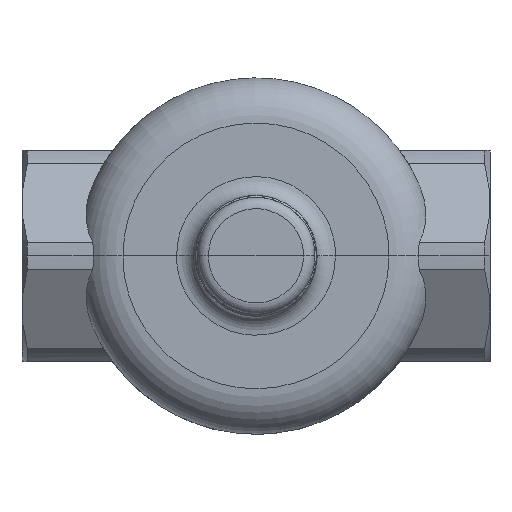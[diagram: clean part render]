
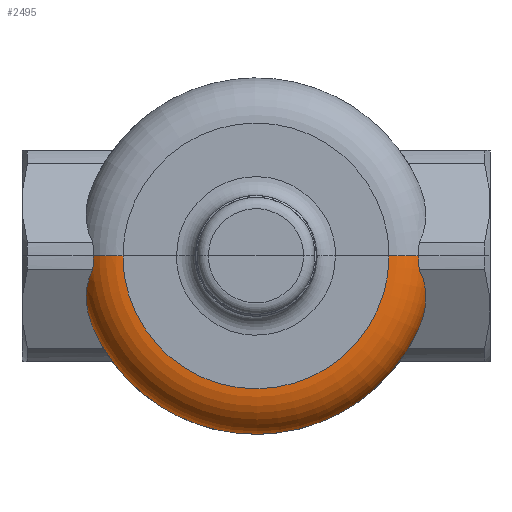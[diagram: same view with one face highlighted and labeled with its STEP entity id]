
A CAD part, top view. The second image highlights one B-rep face of the part: STEP entity #2495.
In plain terms, the highlighted toroidal (fillet/blend) face has major radius 35.2 mm and minor radius 12 mm.
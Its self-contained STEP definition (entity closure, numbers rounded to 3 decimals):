
#47=TOROIDAL_SURFACE($,#2696,35.2,12.);
#73=B_SPLINE_CURVE_WITH_KNOTS($,3,(#3917,#3918,#3919,#3920,#3921,#3922,
#3923,#3924,#3925),.UNSPECIFIED.,.F.,.F.,(4,1,1,1,1,1,4),(0.,0.167,
0.333,0.5,0.667,0.833,1.),
 .UNSPECIFIED.);
#75=B_SPLINE_CURVE_WITH_KNOTS($,3,(#3940,#3941,#3942,#3943,#3944),
 .UNSPECIFIED.,.F.,.F.,(4,1,4),(0.,0.5,1.),.UNSPECIFIED.);
#76=B_SPLINE_CURVE_WITH_KNOTS($,3,(#3946,#3947,#3948,#3949,#3950,#3951,
#3952,#3953),.UNSPECIFIED.,.F.,.F.,(4,2,2,4),(227.519,228.581,
230.863,230.892),.UNSPECIFIED.);
#77=B_SPLINE_CURVE_WITH_KNOTS($,3,(#3955,#3956,#3957,#3958,#3959,#3960,
#3961,#3962,#3963,#3964,#3965,#3966,#3967,#3968,#3969,#3970,#3971,#3972,
#3973,#3974),.UNSPECIFIED.,.F.,.F.,(4,2,2,2,2,2,2,2,2,4),(-194.335,
-192.801,-190.869,-188.688,-186.508,
-184.328,-182.148,-180.49,-178.833,
-177.319),.UNSPECIFIED.);
#78=B_SPLINE_CURVE_WITH_KNOTS($,3,(#3976,#3977,#3978,#3979,#3980,#3981,
#3982,#3983,#3984),.UNSPECIFIED.,.F.,.F.,(4,1,1,1,1,1,4),(0.,0.167,
0.333,0.5,0.667,0.833,1.),
 .UNSPECIFIED.);
#79=B_SPLINE_CURVE_WITH_KNOTS($,3,(#3986,#3987,#3988,#3989,#3990,#3991,
#3992,#3993,#3994,#3995,#3996,#3997,#3998,#3999,#4000,#4001,#4002,#4003,
#4004,#4005),.UNSPECIFIED.,.F.,.F.,(4,2,2,2,2,2,2,2,2,4),(-66.316,
-64.802,-63.145,-61.487,-59.307,
-57.127,-54.946,-52.766,-50.834,
-49.3),.UNSPECIFIED.);
#80=B_SPLINE_CURVE_WITH_KNOTS($,3,(#4007,#4008,#4009,#4010,#4011,#4012,
#4013,#4014),.UNSPECIFIED.,.F.,.F.,(4,2,2,4),(107.493,108.119,
110.544,110.837),.UNSPECIFIED.);
#81=B_SPLINE_CURVE_WITH_KNOTS($,3,(#4015,#4016,#4017,#4018,#4019),
 .UNSPECIFIED.,.F.,.F.,(4,1,4),(0.,0.5,1.),.UNSPECIFIED.);
#266=FACE_OUTER_BOUND($,#427,.T.);
#427=EDGE_LOOP($,(#1773,#1774,#1775,#1776,#1777,#1778,#1779,#1780));
#1042=VERTEX_POINT($,#3915);
#1043=VERTEX_POINT($,#3916);
#1044=VERTEX_POINT($,#3939);
#1045=VERTEX_POINT($,#3945);
#1046=VERTEX_POINT($,#3954);
#1047=VERTEX_POINT($,#3975);
#1048=VERTEX_POINT($,#3985);
#1049=VERTEX_POINT($,#4006);
#1304=EDGE_CURVE($,#1042,#1043,#73,.T.);
#1308=EDGE_CURVE($,#1044,#1043,#75,.T.);
#1309=EDGE_CURVE($,#1045,#1044,#76,.T.);
#1310=EDGE_CURVE($,#1046,#1045,#77,.T.);
#1311=EDGE_CURVE($,#1047,#1046,#78,.T.);
#1312=EDGE_CURVE($,#1048,#1047,#79,.T.);
#1313=EDGE_CURVE($,#1049,#1048,#80,.T.);
#1314=EDGE_CURVE($,#1042,#1049,#81,.T.);
#1773=ORIENTED_EDGE($,*,*,#1304,.T.);
#1774=ORIENTED_EDGE($,*,*,#1308,.F.);
#1775=ORIENTED_EDGE($,*,*,#1309,.F.);
#1776=ORIENTED_EDGE($,*,*,#1310,.F.);
#1777=ORIENTED_EDGE($,*,*,#1311,.F.);
#1778=ORIENTED_EDGE($,*,*,#1312,.F.);
#1779=ORIENTED_EDGE($,*,*,#1313,.F.);
#1780=ORIENTED_EDGE($,*,*,#1314,.F.);
#2495=ADVANCED_FACE($,(#266),#47,.T.);
#2696=AXIS2_PLACEMENT_3D($,#3938,#3096,#3097);
#3096=DIRECTION('center_axis',(0.,0.,1.));
#3097=DIRECTION('ref_axis',(1.,0.,0.));
#3915=CARTESIAN_POINT('',(35.2,0.,33.487));
#3916=CARTESIAN_POINT('',(-35.2,0.,33.487));
#3917=CARTESIAN_POINT('Ctrl Pts',(35.2,0.,
33.487));
#3918=CARTESIAN_POINT('Ctrl Pts',(35.338,-6.22,33.487));
#3919=CARTESIAN_POINT('Ctrl Pts',(31.845,-18.386,33.487));
#3920=CARTESIAN_POINT('Ctrl Pts',(18.439,-31.92,33.487));
#3921=CARTESIAN_POINT('Ctrl Pts',(0.,-36.84,
33.487));
#3922=CARTESIAN_POINT('Ctrl Pts',(-18.439,-31.92,33.487));
#3923=CARTESIAN_POINT('Ctrl Pts',(-31.845,-18.386,33.487));
#3924=CARTESIAN_POINT('Ctrl Pts',(-35.338,-6.22,33.487));
#3925=CARTESIAN_POINT('Ctrl Pts',(-35.2,0.,
33.487));
#3938=CARTESIAN_POINT('Origin',(0.,0.,21.487));
#3939=CARTESIAN_POINT('',(-43.123,0.,30.5));
#3940=CARTESIAN_POINT('Ctrl Pts',(-43.123,0.,
30.5));
#3941=CARTESIAN_POINT('Ctrl Pts',(-41.984,0.,
31.479));
#3942=CARTESIAN_POINT('Ctrl Pts',(-39.524,0.,
32.956));
#3943=CARTESIAN_POINT('Ctrl Pts',(-36.702,0.,
33.471));
#3944=CARTESIAN_POINT('Ctrl Pts',(-35.2,0.,
33.487));
#3945=CARTESIAN_POINT('',(-43.206,-3.527,30.295));
#3946=CARTESIAN_POINT('Ctrl Pts',(-43.206,-3.527,30.295));
#3947=CARTESIAN_POINT('Ctrl Pts',(-43.189,-3.157,30.338));
#3948=CARTESIAN_POINT('Ctrl Pts',(-43.175,-2.786,30.375));
#3949=CARTESIAN_POINT('Ctrl Pts',(-43.137,-1.618,30.468));
#3950=CARTESIAN_POINT('Ctrl Pts',(-43.123,-0.824,
30.499));
#3951=CARTESIAN_POINT('Ctrl Pts',(-43.123,-0.02,
30.5));
#3952=CARTESIAN_POINT('Ctrl Pts',(-43.123,-0.01,
30.5));
#3953=CARTESIAN_POINT('Ctrl Pts',(-43.123,0.,
30.5));
#3954=CARTESIAN_POINT('',(-43.302,-18.783,21.487));
#3955=CARTESIAN_POINT('Ctrl Pts',(-43.302,-18.783,21.487));
#3956=CARTESIAN_POINT('Ctrl Pts',(-43.498,-18.329,21.749));
#3957=CARTESIAN_POINT('Ctrl Pts',(-43.679,-17.872,22.013));
#3958=CARTESIAN_POINT('Ctrl Pts',(-44.044,-16.848,22.604));
#3959=CARTESIAN_POINT('Ctrl Pts',(-44.218,-16.283,22.93));
#3960=CARTESIAN_POINT('Ctrl Pts',(-44.523,-15.126,23.599));
#3961=CARTESIAN_POINT('Ctrl Pts',(-44.663,-14.478,23.973));
#3962=CARTESIAN_POINT('Ctrl Pts',(-44.876,-13.145,24.743));
#3963=CARTESIAN_POINT('Ctrl Pts',(-44.949,-12.46,25.138));
#3964=CARTESIAN_POINT('Ctrl Pts',(-45.015,-11.088,25.93));
#3965=CARTESIAN_POINT('Ctrl Pts',(-45.008,-10.401,26.326));
#3966=CARTESIAN_POINT('Ctrl Pts',(-44.915,-9.06,27.101));
#3967=CARTESIAN_POINT('Ctrl Pts',(-44.828,-8.405,27.479));
#3968=CARTESIAN_POINT('Ctrl Pts',(-44.619,-7.312,28.11));
#3969=CARTESIAN_POINT('Ctrl Pts',(-44.503,-6.821,28.393));
#3970=CARTESIAN_POINT('Ctrl Pts',(-44.211,-5.83,28.966));
#3971=CARTESIAN_POINT('Ctrl Pts',(-44.036,-5.329,29.255));
#3972=CARTESIAN_POINT('Ctrl Pts',(-43.646,-4.39,29.797));
#3973=CARTESIAN_POINT('Ctrl Pts',(-43.436,-3.95,30.051));
#3974=CARTESIAN_POINT('Ctrl Pts',(-43.206,-3.527,30.295));
#3975=CARTESIAN_POINT('',(43.302,-18.783,21.487));
#3976=CARTESIAN_POINT('Ctrl Pts',(43.302,-18.783,21.487));
#3977=CARTESIAN_POINT('Ctrl Pts',(40.923,-24.416,21.487));
#3978=CARTESIAN_POINT('Ctrl Pts',(33.819,-34.575,21.487));
#3979=CARTESIAN_POINT('Ctrl Pts',(18.277,-44.818,21.487));
#3980=CARTESIAN_POINT('Ctrl Pts',(0.,-48.391,
21.487));
#3981=CARTESIAN_POINT('Ctrl Pts',(-18.277,-44.818,21.487));
#3982=CARTESIAN_POINT('Ctrl Pts',(-33.819,-34.575,21.487));
#3983=CARTESIAN_POINT('Ctrl Pts',(-40.923,-24.416,21.487));
#3984=CARTESIAN_POINT('Ctrl Pts',(-43.302,-18.783,21.487));
#3985=CARTESIAN_POINT('',(43.206,-3.527,30.295));
#3986=CARTESIAN_POINT('Ctrl Pts',(43.206,-3.527,30.295));
#3987=CARTESIAN_POINT('Ctrl Pts',(43.436,-3.95,30.051));
#3988=CARTESIAN_POINT('Ctrl Pts',(43.646,-4.39,29.797));
#3989=CARTESIAN_POINT('Ctrl Pts',(44.036,-5.329,29.255));
#3990=CARTESIAN_POINT('Ctrl Pts',(44.211,-5.83,28.966));
#3991=CARTESIAN_POINT('Ctrl Pts',(44.503,-6.821,28.393));
#3992=CARTESIAN_POINT('Ctrl Pts',(44.619,-7.312,28.11));
#3993=CARTESIAN_POINT('Ctrl Pts',(44.828,-8.405,27.479));
#3994=CARTESIAN_POINT('Ctrl Pts',(44.915,-9.06,27.101));
#3995=CARTESIAN_POINT('Ctrl Pts',(45.008,-10.401,26.326));
#3996=CARTESIAN_POINT('Ctrl Pts',(45.015,-11.088,25.93));
#3997=CARTESIAN_POINT('Ctrl Pts',(44.949,-12.46,25.138));
#3998=CARTESIAN_POINT('Ctrl Pts',(44.876,-13.145,24.743));
#3999=CARTESIAN_POINT('Ctrl Pts',(44.663,-14.478,23.973));
#4000=CARTESIAN_POINT('Ctrl Pts',(44.523,-15.126,23.599));
#4001=CARTESIAN_POINT('Ctrl Pts',(44.218,-16.283,22.93));
#4002=CARTESIAN_POINT('Ctrl Pts',(44.044,-16.848,22.604));
#4003=CARTESIAN_POINT('Ctrl Pts',(43.679,-17.872,22.013));
#4004=CARTESIAN_POINT('Ctrl Pts',(43.498,-18.329,21.749));
#4005=CARTESIAN_POINT('Ctrl Pts',(43.302,-18.783,21.487));
#4006=CARTESIAN_POINT('',(43.123,0.,30.5));
#4007=CARTESIAN_POINT('Ctrl Pts',(43.123,0.,
30.5));
#4008=CARTESIAN_POINT('Ctrl Pts',(43.123,-0.222,30.5));
#4009=CARTESIAN_POINT('Ctrl Pts',(43.124,-0.444,30.498));
#4010=CARTESIAN_POINT('Ctrl Pts',(43.134,-1.524,30.474));
#4011=CARTESIAN_POINT('Ctrl Pts',(43.158,-2.375,30.419));
#4012=CARTESIAN_POINT('Ctrl Pts',(43.197,-3.323,30.319));
#4013=CARTESIAN_POINT('Ctrl Pts',(43.201,-3.425,30.307));
#4014=CARTESIAN_POINT('Ctrl Pts',(43.206,-3.527,30.295));
#4015=CARTESIAN_POINT('Ctrl Pts',(35.2,0.,33.487));
#4016=CARTESIAN_POINT('Ctrl Pts',(36.702,0.,33.471));
#4017=CARTESIAN_POINT('Ctrl Pts',(39.524,0.,32.956));
#4018=CARTESIAN_POINT('Ctrl Pts',(41.984,0.,31.479));
#4019=CARTESIAN_POINT('Ctrl Pts',(43.123,0.,30.5));
